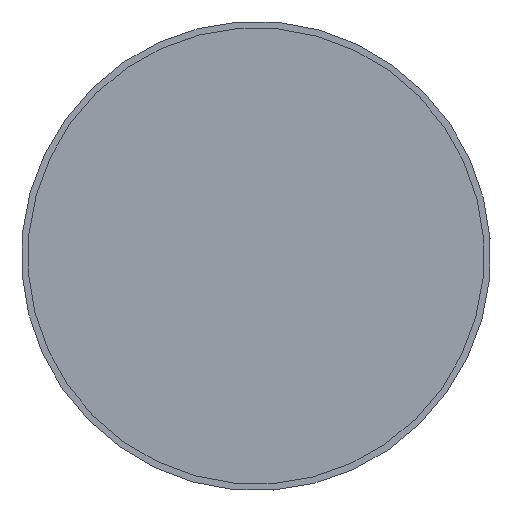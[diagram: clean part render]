
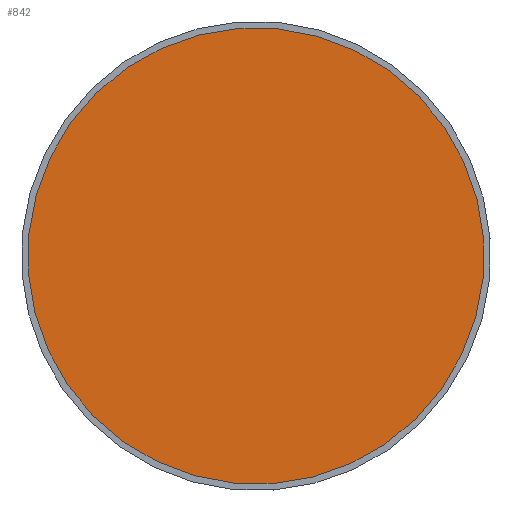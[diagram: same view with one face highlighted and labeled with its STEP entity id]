
A CAD part, front view. The second image highlights one B-rep face of the part: STEP entity #842.
In plain terms, the highlighted planar face has unit normal (0, -1, 0).
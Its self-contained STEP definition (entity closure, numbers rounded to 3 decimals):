
#129=FACE_OUTER_BOUND('',#179,.T.);
#179=EDGE_LOOP('',(#622,#623));
#264=CIRCLE('',#961,35.);
#265=CIRCLE('',#962,35.);
#343=VERTEX_POINT('',#1427);
#344=VERTEX_POINT('',#1428);
#443=EDGE_CURVE('',#343,#344,#264,.T.);
#444=EDGE_CURVE('',#344,#343,#265,.T.);
#622=ORIENTED_EDGE('',*,*,#443,.T.);
#623=ORIENTED_EDGE('',*,*,#444,.T.);
#770=PLANE('',#963);
#842=ADVANCED_FACE('',(#129),#770,.T.);
#961=AXIS2_PLACEMENT_3D('',#1429,#1168,#1169);
#962=AXIS2_PLACEMENT_3D('',#1430,#1170,#1171);
#963=AXIS2_PLACEMENT_3D('',#1432,#1173,#1174);
#1168=DIRECTION('center_axis',(0.,-1.,0.));
#1169=DIRECTION('ref_axis',(-0.563,0.,0.826));
#1170=DIRECTION('center_axis',(0.,-1.,0.));
#1171=DIRECTION('ref_axis',(-0.563,0.,0.826));
#1173=DIRECTION('center_axis',(0.,-1.,0.));
#1174=DIRECTION('ref_axis',(0.826,0.,0.563));
#1427=CARTESIAN_POINT('',(-19.722,-45.,28.914));
#1428=CARTESIAN_POINT('',(19.722,-45.,-28.914));
#1429=CARTESIAN_POINT('Origin',(0.,-45.,
0.));
#1430=CARTESIAN_POINT('Origin',(0.,-45.,
0.));
#1432=CARTESIAN_POINT('Origin',(-9.861,-45.,14.457));
